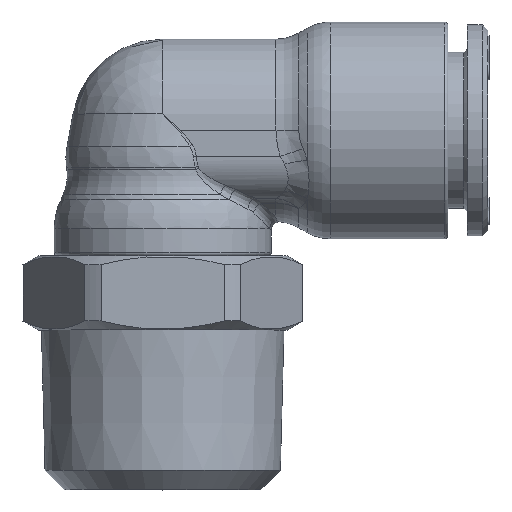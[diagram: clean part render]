
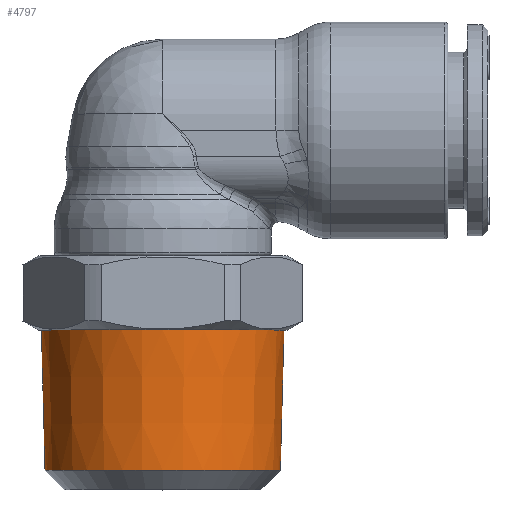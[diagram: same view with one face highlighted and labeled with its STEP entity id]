
A CAD part, top view. The second image highlights one B-rep face of the part: STEP entity #4797.
In plain terms, the highlighted conical face has half-angle 1.47 degrees and reference radius 10.626 mm.
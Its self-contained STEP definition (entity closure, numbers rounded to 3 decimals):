
#29=CONICAL_SURFACE('',#5008,10.626,0.026);
#145=CIRCLE('',#4981,10.626);
#161=CIRCLE('',#5007,10.311);
#1594=ORIENTED_EDGE('',*,*,#2113,.F.);
#1595=ORIENTED_EDGE('',*,*,#2129,.T.);
#2113=EDGE_CURVE('',#2447,#2447,#145,.T.);
#2129=EDGE_CURVE('',#2451,#2451,#161,.T.);
#2447=VERTEX_POINT('',#9967);
#2451=VERTEX_POINT('',#9997);
#2821=EDGE_LOOP('',(#1594));
#2822=EDGE_LOOP('',(#1595));
#3064=FACE_BOUND('',#2821,.T.);
#3065=FACE_BOUND('',#2822,.T.);
#4797=ADVANCED_FACE('',(#3064,#3065),#29,.T.);
#4981=AXIS2_PLACEMENT_3D('',#9966,#5600,#5601);
#5007=AXIS2_PLACEMENT_3D('',#9996,#5652,#5653);
#5008=AXIS2_PLACEMENT_3D('',#9998,#5654,#5655);
#5600=DIRECTION('',(0.,1.,0.));
#5601=DIRECTION('',(-1.,0.,0.));
#5652=DIRECTION('',(0.,1.,0.));
#5653=DIRECTION('',(-1.,0.,0.));
#5654=DIRECTION('',(0.,1.,0.));
#5655=DIRECTION('',(-1.,0.,0.));
#9966=CARTESIAN_POINT('',(0.,-17.5,0.));
#9967=CARTESIAN_POINT('',(-10.626,-17.5,0.));
#9996=CARTESIAN_POINT('',(0.,-29.8,0.));
#9997=CARTESIAN_POINT('',(-10.311,-29.8,0.));
#9998=CARTESIAN_POINT('',(0.,-17.5,0.));
